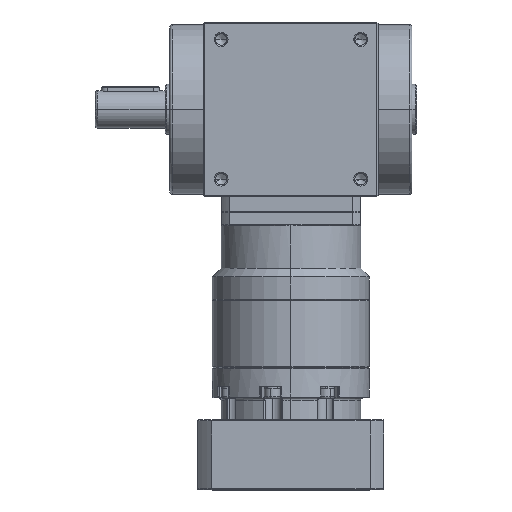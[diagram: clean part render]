
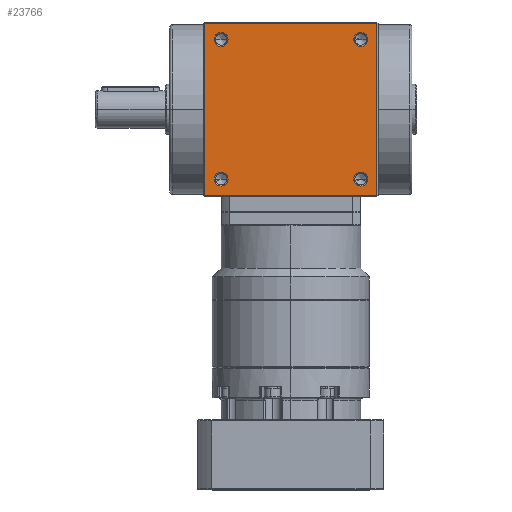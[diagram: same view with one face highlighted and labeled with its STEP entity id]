
A CAD part, top view. The second image highlights one B-rep face of the part: STEP entity #23766.
In plain terms, the highlighted planar face has unit normal (0, 0, 1).
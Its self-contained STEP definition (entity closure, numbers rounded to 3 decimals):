
#566 = VERTEX_POINT ( 'NONE', #28490 ) ;
#617 = DIRECTION ( 'NONE',  ( 0., 0., -1. ) ) ;
#1154 = EDGE_LOOP ( 'NONE', ( #13384, #7246 ) ) ;
#1703 = DIRECTION ( 'NONE',  ( -1., 0., 0. ) ) ;
#2454 = CARTESIAN_POINT ( 'NONE',  ( -33., 30., 37.5 ) ) ;
#2472 = CARTESIAN_POINT ( 'NONE',  ( -30., -30., 37.5 ) ) ;
#2763 = EDGE_LOOP ( 'NONE', ( #19263, #12198 ) ) ;
#2782 = CIRCLE ( 'NONE', #14364, 3. ) ;
#2898 = EDGE_LOOP ( 'NONE', ( #28454, #6054 ) ) ;
#3126 = EDGE_CURVE ( 'NONE', #19094, #3224, #7229, .T. ) ;
#3185 = AXIS2_PLACEMENT_3D ( 'NONE', #9285, #9419, #19993 ) ;
#3224 = VERTEX_POINT ( 'NONE', #14365 ) ;
#3954 = CARTESIAN_POINT ( 'NONE',  ( 33., 30., 37.5 ) ) ;
#4092 = CIRCLE ( 'NONE', #20328, 3. ) ;
#4935 = DIRECTION ( 'NONE',  ( 0., 0., -1. ) ) ;
#5084 = DIRECTION ( 'NONE',  ( -1., 0., 0. ) ) ;
#5306 = EDGE_LOOP ( 'NONE', ( #6820, #14456 ) ) ;
#5477 = DIRECTION ( 'NONE',  ( 0., -1., 0. ) ) ;
#5568 = VECTOR ( 'NONE', #15641, 1000. ) ;
#5887 = DIRECTION ( 'NONE',  ( -1., 0., 0. ) ) ;
#6054 = ORIENTED_EDGE ( 'NONE', *, *, #27025, .T. ) ;
#6234 = VERTEX_POINT ( 'NONE', #7314 ) ;
#6820 = ORIENTED_EDGE ( 'NONE', *, *, #20003, .T. ) ;
#6826 = DIRECTION ( 'NONE',  ( -1., 0., 0. ) ) ;
#7229 = CIRCLE ( 'NONE', #8166, 3. ) ;
#7246 = ORIENTED_EDGE ( 'NONE', *, *, #27056, .T. ) ;
#7259 = DIRECTION ( 'NONE',  ( 0., 0., -1. ) ) ;
#7314 = CARTESIAN_POINT ( 'NONE',  ( 27., 30., 37.5 ) ) ;
#7562 = VERTEX_POINT ( 'NONE', #3954 ) ;
#8166 = AXIS2_PLACEMENT_3D ( 'NONE', #24707, #617, #5084 ) ;
#8529 = VERTEX_POINT ( 'NONE', #12123 ) ;
#8728 = ORIENTED_EDGE ( 'NONE', *, *, #20954, .T. ) ;
#9176 = DIRECTION ( 'NONE',  ( 0., 0., -1. ) ) ;
#9285 = CARTESIAN_POINT ( 'NONE',  ( 30., 30., 37.5 ) ) ;
#9419 = DIRECTION ( 'NONE',  ( 0., 0., -1. ) ) ;
#9436 = CARTESIAN_POINT ( 'NONE',  ( -37., 0., 37.5 ) ) ;
#9451 = FACE_OUTER_BOUND ( 'NONE', #14437, .T. ) ;
#9941 = EDGE_CURVE ( 'NONE', #17767, #8529, #20148, .T. ) ;
#10707 = ORIENTED_EDGE ( 'NONE', *, *, #22341, .T. ) ;
#10891 = DIRECTION ( 'NONE',  ( -1., 0., 0. ) ) ;
#10927 = EDGE_CURVE ( 'NONE', #16820, #19567, #26550, .T. ) ;
#11556 = CIRCLE ( 'NONE', #25959, 3. ) ;
#11969 = CIRCLE ( 'NONE', #3185, 3. ) ;
#12123 = CARTESIAN_POINT ( 'NONE',  ( -33., -30., 37.5 ) ) ;
#12198 = ORIENTED_EDGE ( 'NONE', *, *, #25964, .T. ) ;
#12568 = DIRECTION ( 'NONE',  ( -1., 0., 0. ) ) ;
#12827 = ORIENTED_EDGE ( 'NONE', *, *, #12966, .T. ) ;
#12895 = CARTESIAN_POINT ( 'NONE',  ( -37., 37., 37.5 ) ) ;
#12966 = EDGE_CURVE ( 'NONE', #566, #25591, #15086, .T. ) ;
#13312 = LINE ( 'NONE', #17816, #5568 ) ;
#13325 = CARTESIAN_POINT ( 'NONE',  ( 0., 37., 37.5 ) ) ;
#13384 = ORIENTED_EDGE ( 'NONE', *, *, #3126, .T. ) ;
#13492 = FACE_BOUND ( 'NONE', #2898, .T. ) ;
#14138 = AXIS2_PLACEMENT_3D ( 'NONE', #25662, #16795, #1703 ) ;
#14244 = CARTESIAN_POINT ( 'NONE',  ( -27., -30., 37.5 ) ) ;
#14364 = AXIS2_PLACEMENT_3D ( 'NONE', #2472, #4935, #24985 ) ;
#14365 = CARTESIAN_POINT ( 'NONE',  ( 27., -30., 37.5 ) ) ;
#14437 = EDGE_LOOP ( 'NONE', ( #8728, #12827, #10707, #22896 ) ) ;
#14456 = ORIENTED_EDGE ( 'NONE', *, *, #15033, .T. ) ;
#14634 = CARTESIAN_POINT ( 'NONE',  ( 37., 37., 37.5 ) ) ;
#15033 = EDGE_CURVE ( 'NONE', #20797, #24392, #16405, .T. ) ;
#15086 = LINE ( 'NONE', #25998, #20920 ) ;
#15641 = DIRECTION ( 'NONE',  ( 0., 1., 0. ) ) ;
#15964 = FACE_BOUND ( 'NONE', #1154, .T. ) ;
#16405 = CIRCLE ( 'NONE', #24782, 3. ) ;
#16795 = DIRECTION ( 'NONE',  ( 0., 0., -1. ) ) ;
#16820 = VERTEX_POINT ( 'NONE', #14634 ) ;
#16918 = DIRECTION ( 'NONE',  ( 0., 0., -1. ) ) ;
#17093 = CARTESIAN_POINT ( 'NONE',  ( -30., 30., 37.5 ) ) ;
#17767 = VERTEX_POINT ( 'NONE', #14244 ) ;
#17816 = CARTESIAN_POINT ( 'NONE',  ( 37., 0., 37.5 ) ) ;
#18011 = FACE_BOUND ( 'NONE', #2763, .T. ) ;
#18082 = AXIS2_PLACEMENT_3D ( 'NONE', #18433, #9176, #27308 ) ;
#18433 = CARTESIAN_POINT ( 'NONE',  ( 30., -30., 37.5 ) ) ;
#18810 = AXIS2_PLACEMENT_3D ( 'NONE', #27156, #7259, #6826 ) ;
#19094 = VERTEX_POINT ( 'NONE', #21505 ) ;
#19165 = DIRECTION ( 'NONE',  ( 0., 0., -1. ) ) ;
#19263 = ORIENTED_EDGE ( 'NONE', *, *, #19672, .T. ) ;
#19567 = VERTEX_POINT ( 'NONE', #12895 ) ;
#19672 = EDGE_CURVE ( 'NONE', #7562, #6234, #11969, .T. ) ;
#19993 = DIRECTION ( 'NONE',  ( -1., 0., 0. ) ) ;
#20003 = EDGE_CURVE ( 'NONE', #24392, #20797, #11556, .T. ) ;
#20148 = CIRCLE ( 'NONE', #14138, 3. ) ;
#20328 = AXIS2_PLACEMENT_3D ( 'NONE', #23976, #19165, #10891 ) ;
#20402 = VECTOR ( 'NONE', #5477, 1000. ) ;
#20465 = FACE_BOUND ( 'NONE', #5306, .T. ) ;
#20797 = VERTEX_POINT ( 'NONE', #2454 ) ;
#20920 = VECTOR ( 'NONE', #23808, 1000. ) ;
#20954 = EDGE_CURVE ( 'NONE', #19567, #566, #25391, .T. ) ;
#21505 = CARTESIAN_POINT ( 'NONE',  ( 33., -30., 37.5 ) ) ;
#21725 = DIRECTION ( 'NONE',  ( 0., 0., -1. ) ) ;
#22176 = DIRECTION ( 'NONE',  ( -1., 0., 0. ) ) ;
#22341 = EDGE_CURVE ( 'NONE', #25591, #16820, #13312, .T. ) ;
#22896 = ORIENTED_EDGE ( 'NONE', *, *, #10927, .T. ) ;
#23580 = CARTESIAN_POINT ( 'NONE',  ( 37., -37., 37.5 ) ) ;
#23766 = ADVANCED_FACE ( 'NONE', ( #15964, #13492, #18011, #20465, #9451 ), #24839, .F. ) ;
#23808 = DIRECTION ( 'NONE',  ( 1., 0., 0. ) ) ;
#23976 = CARTESIAN_POINT ( 'NONE',  ( 30., 30., 37.5 ) ) ;
#24392 = VERTEX_POINT ( 'NONE', #26037 ) ;
#24707 = CARTESIAN_POINT ( 'NONE',  ( 30., -30., 37.5 ) ) ;
#24782 = AXIS2_PLACEMENT_3D ( 'NONE', #25792, #16918, #5887 ) ;
#24839 = PLANE ( 'NONE',  #18810 ) ;
#24985 = DIRECTION ( 'NONE',  ( -1., 0., 0. ) ) ;
#25040 = CIRCLE ( 'NONE', #18082, 3. ) ;
#25391 = LINE ( 'NONE', #9436, #20402 ) ;
#25591 = VERTEX_POINT ( 'NONE', #23580 ) ;
#25662 = CARTESIAN_POINT ( 'NONE',  ( -30., -30., 37.5 ) ) ;
#25792 = CARTESIAN_POINT ( 'NONE',  ( -30., 30., 37.5 ) ) ;
#25959 = AXIS2_PLACEMENT_3D ( 'NONE', #17093, #21725, #12568 ) ;
#25964 = EDGE_CURVE ( 'NONE', #6234, #7562, #4092, .T. ) ;
#25998 = CARTESIAN_POINT ( 'NONE',  ( 0., -37., 37.5 ) ) ;
#26037 = CARTESIAN_POINT ( 'NONE',  ( -27., 30., 37.5 ) ) ;
#26244 = VECTOR ( 'NONE', #22176, 1000. ) ;
#26550 = LINE ( 'NONE', #13325, #26244 ) ;
#27025 = EDGE_CURVE ( 'NONE', #8529, #17767, #2782, .T. ) ;
#27056 = EDGE_CURVE ( 'NONE', #3224, #19094, #25040, .T. ) ;
#27156 = CARTESIAN_POINT ( 'NONE',  ( 0., 0., 37.5 ) ) ;
#27308 = DIRECTION ( 'NONE',  ( -1., 0., 0. ) ) ;
#28454 = ORIENTED_EDGE ( 'NONE', *, *, #9941, .T. ) ;
#28490 = CARTESIAN_POINT ( 'NONE',  ( -37., -37., 37.5 ) ) ;
